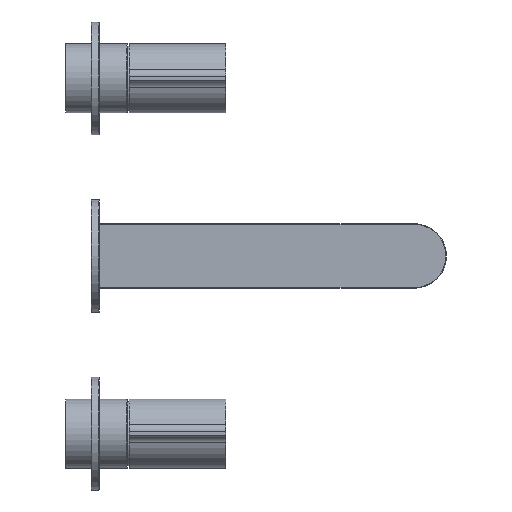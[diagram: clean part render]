
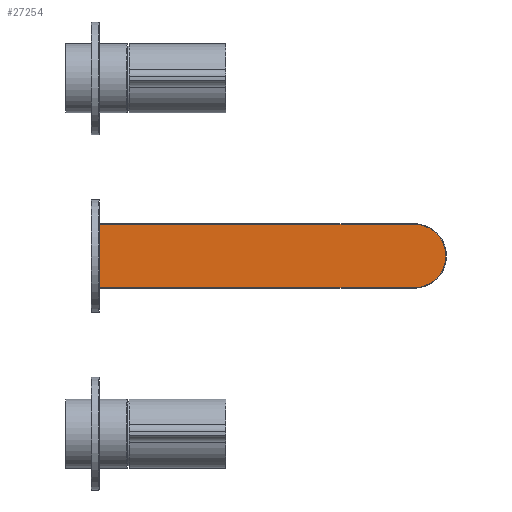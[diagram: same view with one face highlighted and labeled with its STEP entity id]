
A CAD part, top view. The second image highlights one B-rep face of the part: STEP entity #27254.
In plain terms, the highlighted planar face has unit normal (0, 0, 1).
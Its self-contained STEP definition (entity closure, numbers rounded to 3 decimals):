
#3048=LINE('',#62648,#5830);
#3049=LINE('',#62651,#5831);
#3050=LINE('',#62653,#5832);
#5830=VECTOR('',#35117,1000.);
#5831=VECTOR('',#35118,1000.);
#5832=VECTOR('',#35119,1000.);
#12985=ORIENTED_EDGE('',*,*,#16484,.T.);
#12986=ORIENTED_EDGE('',*,*,#16485,.T.);
#12987=ORIENTED_EDGE('',*,*,#16486,.T.);
#12988=ORIENTED_EDGE('',*,*,#16487,.T.);
#16484=EDGE_CURVE('',#18813,#18814,#3048,.T.);
#16485=EDGE_CURVE('',#18814,#18815,#3049,.T.);
#16486=EDGE_CURVE('',#18815,#18816,#3050,.F.);
#16487=EDGE_CURVE('',#18816,#18813,#19252,.F.);
#18813=VERTEX_POINT('',#62649);
#18814=VERTEX_POINT('',#62650);
#18815=VERTEX_POINT('',#62652);
#18816=VERTEX_POINT('',#62654);
#19252=CIRCLE('',#28992,19.7);
#20917=EDGE_LOOP('',(#12985,#12986,#12987,#12988));
#22609=FACE_BOUND('',#20917,.T.);
#23634=PLANE('',#28991);
#27254=ADVANCED_FACE('',(#22609),#23634,.F.);
#28991=AXIS2_PLACEMENT_3D('',#62647,#35115,#35116);
#28992=AXIS2_PLACEMENT_3D('',#62655,#35120,#35121);
#35115=DIRECTION('',(0.,0.,-1.));
#35116=DIRECTION('',(-1.,0.,0.));
#35117=DIRECTION('',(-1.,0.,0.));
#35118=DIRECTION('',(0.,-1.,0.));
#35119=DIRECTION('',(-1.,0.,0.));
#35120=DIRECTION('',(0.,0.,-1.));
#35121=DIRECTION('',(-1.,0.,0.));
#62647=CARTESIAN_POINT('',(120.,-20.,116.));
#62648=CARTESIAN_POINT('',(120.,19.7,116.));
#62649=CARTESIAN_POINT('',(199.,19.7,116.));
#62650=CARTESIAN_POINT('',(4.3,19.7,116.));
#62651=CARTESIAN_POINT('',(4.3,-20.,116.));
#62652=CARTESIAN_POINT('',(4.3,-19.7,116.));
#62653=CARTESIAN_POINT('',(120.,-19.7,116.));
#62654=CARTESIAN_POINT('',(199.,-19.7,116.));
#62655=CARTESIAN_POINT('',(199.,0.,116.));
